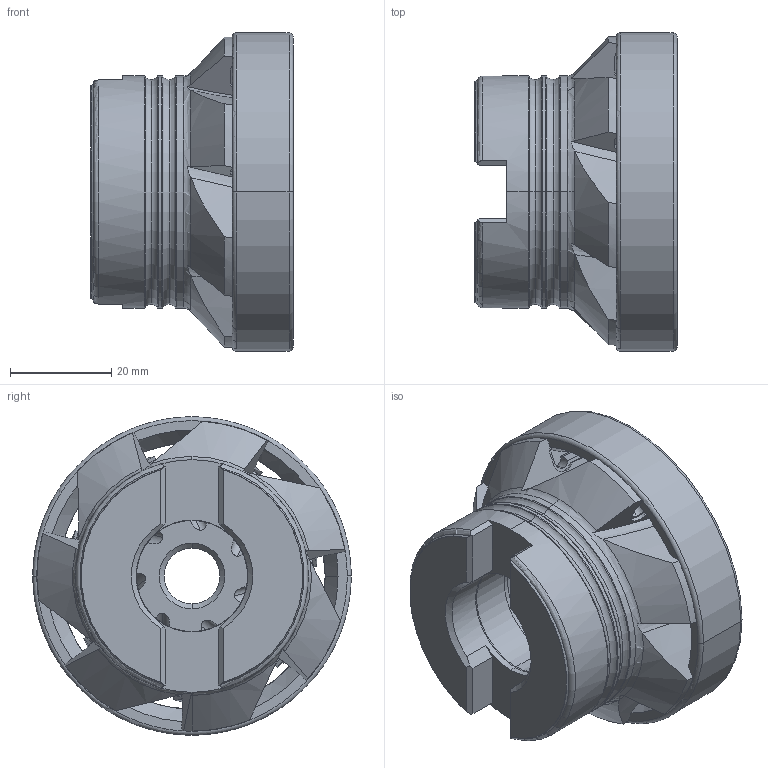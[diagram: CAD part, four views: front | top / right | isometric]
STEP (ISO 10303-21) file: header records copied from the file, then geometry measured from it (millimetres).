
FILE_DESCRIPTION (( 'STEP AP214' ), '1' );
FILE_NAME ('90PP-063-75-7.STEP', '2012-11-07T12:47:14', ( '' ), ( '' ), 'SwSTEP 2.0', 'SolidWorks 2012', '' );
FILE_SCHEMA (( 'AUTOMOTIVE_DESIGN' ));
Length unit declared in the file: millimetre
Products named in the file (1): 90PP-063-75-7
Bounding box: 40 x 63 x 63 mm (x, y, z)
Volume: 67251 mm3; surface area: 17729.6 mm2
Topology: 1 solids, 1 shells, 296 faces, 902 edges, 583 vertices
Faces by surface type: plane 102, cylinder 91, cone 55, torus 41, bspline 7
Entity records: 11083 total; most frequent: CARTESIAN_POINT 3209, ORIENTED_EDGE 1804, DIRECTION 1436, EDGE_CURVE 902, VERTEX_POINT 583, AXIS2_PLACEMENT_3D 576, EDGE_LOOP 301, FACE_OUTER_BOUND 296
